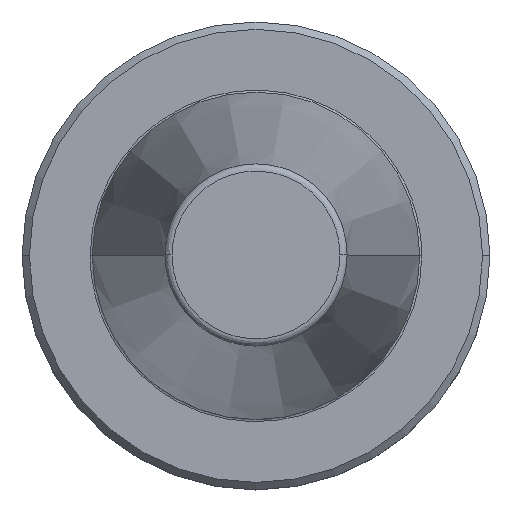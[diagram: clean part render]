
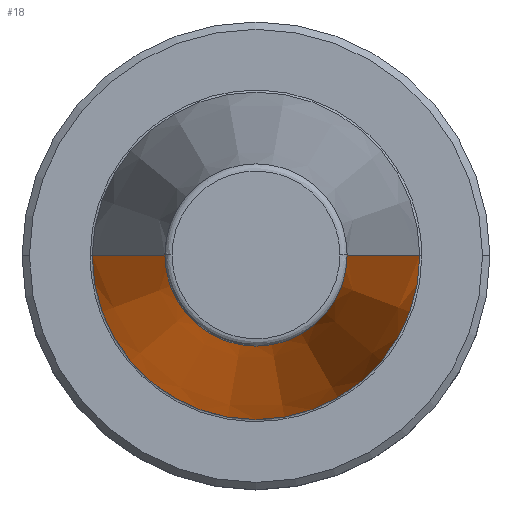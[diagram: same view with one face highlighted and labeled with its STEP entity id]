
A CAD part, top view. The second image highlights one B-rep face of the part: STEP entity #18.
In plain terms, the highlighted conical face has half-angle 8.297 degrees and reference radius 22.225 mm.
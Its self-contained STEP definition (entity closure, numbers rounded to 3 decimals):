
#4 = VECTOR ( 'NONE', #321, 1000. ) ;
#18 = ADVANCED_FACE ( 'NONE', ( #399 ), #1258, .T. ) ;
#54 = VERTEX_POINT ( 'NONE', #1157 ) ;
#104 = DIRECTION ( 'NONE',  ( -1., 0., 0. ) ) ;
#106 = DIRECTION ( 'NONE',  ( 0., 0., -1. ) ) ;
#107 = CARTESIAN_POINT ( 'NONE',  ( 0., 0., 67.544 ) ) ;
#230 = LINE ( 'NONE', #858, #1017 ) ;
#246 = CARTESIAN_POINT ( 'NONE',  ( 0., 0., 0. ) ) ;
#278 = DIRECTION ( 'NONE',  ( 0., 0., -1. ) ) ;
#306 = CARTESIAN_POINT ( 'NONE',  ( 22.225, 0., 0. ) ) ;
#312 = AXIS2_PLACEMENT_3D ( 'NONE', #1269, #278, #1166 ) ;
#317 = DIRECTION ( 'NONE',  ( 1., 0., 0. ) ) ;
#321 = DIRECTION ( 'NONE',  ( 0.144, 0., -0.99 ) ) ;
#399 = FACE_OUTER_BOUND ( 'NONE', #795, .T. ) ;
#433 = EDGE_CURVE ( 'NONE', #453, #1365, #230, .T. ) ;
#448 = AXIS2_PLACEMENT_3D ( 'NONE', #246, #539, #317 ) ;
#453 = VERTEX_POINT ( 'NONE', #628 ) ;
#539 = DIRECTION ( 'NONE',  ( 0., 0., -1. ) ) ;
#575 = AXIS2_PLACEMENT_3D ( 'NONE', #107, #106, #104 ) ;
#617 = EDGE_CURVE ( 'NONE', #54, #1173, #1335, .T. ) ;
#628 = CARTESIAN_POINT ( 'NONE',  ( -12.375, 0., 67.544 ) ) ;
#776 = CARTESIAN_POINT ( 'NONE',  ( 22.225, 0., 0. ) ) ;
#795 = EDGE_LOOP ( 'NONE', ( #1193, #1131, #1330, #1245 ) ) ;
#855 = DIRECTION ( 'NONE',  ( -0.144, 0., -0.99 ) ) ;
#858 = CARTESIAN_POINT ( 'NONE',  ( -22.225, 0., 0. ) ) ;
#927 = CIRCLE ( 'NONE', #448, 22.225 ) ;
#931 = CARTESIAN_POINT ( 'NONE',  ( -22.225, 0., 0. ) ) ;
#1017 = VECTOR ( 'NONE', #855, 1000. ) ;
#1055 = EDGE_CURVE ( 'NONE', #54, #453, #1306, .T. ) ;
#1131 = ORIENTED_EDGE ( 'NONE', *, *, #1055, .T. ) ;
#1157 = CARTESIAN_POINT ( 'NONE',  ( 12.375, 0., 67.544 ) ) ;
#1166 = DIRECTION ( 'NONE',  ( -1., 0., 0. ) ) ;
#1173 = VERTEX_POINT ( 'NONE', #776 ) ;
#1193 = ORIENTED_EDGE ( 'NONE', *, *, #617, .F. ) ;
#1245 = ORIENTED_EDGE ( 'NONE', *, *, #1305, .F. ) ;
#1258 = CONICAL_SURFACE ( 'NONE', #312, 22.225, 0.145 ) ;
#1269 = CARTESIAN_POINT ( 'NONE',  ( 0., 0., 0. ) ) ;
#1305 = EDGE_CURVE ( 'NONE', #1173, #1365, #927, .T. ) ;
#1306 = CIRCLE ( 'NONE', #575, 12.375 ) ;
#1330 = ORIENTED_EDGE ( 'NONE', *, *, #433, .T. ) ;
#1335 = LINE ( 'NONE', #306, #4 ) ;
#1365 = VERTEX_POINT ( 'NONE', #931 ) ;
